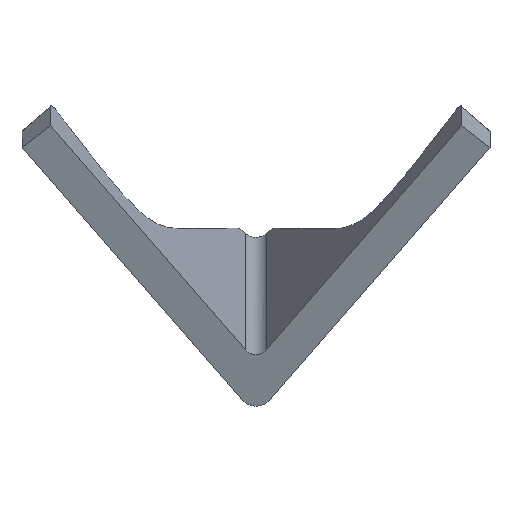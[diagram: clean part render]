
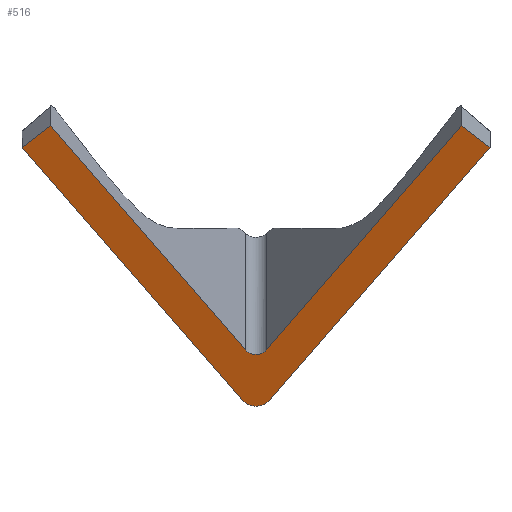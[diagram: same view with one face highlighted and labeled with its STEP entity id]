
A CAD part, front view. The second image highlights one B-rep face of the part: STEP entity #516.
In plain terms, the highlighted planar face has unit normal (0, -0.94, -0.342).
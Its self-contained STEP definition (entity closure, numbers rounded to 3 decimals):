
#16=CIRCLE('',#548,3.);
#20=CIRCLE('',#555,4.);
#26=LINE('',#830,#62);
#32=LINE('',#904,#68);
#35=LINE('',#1128,#71);
#44=LINE('',#1266,#80);
#49=LINE('',#1542,#85);
#50=LINE('',#1543,#86);
#62=VECTOR('',#571,10.);
#68=VECTOR('',#579,10.);
#71=VECTOR('',#584,10.);
#80=VECTOR('',#599,10.);
#85=VECTOR('',#622,10.);
#86=VECTOR('',#623,10.);
#101=PLANE('',#558);
#124=FACE_OUTER_BOUND('',#153,.T.);
#153=EDGE_LOOP('',(#420,#421,#422,#423,#424,#425,#426,#427));
#208=VERTEX_POINT('',#827);
#209=VERTEX_POINT('',#829);
#217=VERTEX_POINT('',#902);
#224=VERTEX_POINT('',#1125);
#225=VERTEX_POINT('',#1127);
#234=VERTEX_POINT('',#1206);
#235=VERTEX_POINT('',#1208);
#241=VERTEX_POINT('',#1265);
#260=EDGE_CURVE('',#209,#208,#26,.T.);
#270=EDGE_CURVE('',#217,#208,#32,.T.);
#279=EDGE_CURVE('',#225,#224,#35,.T.);
#289=EDGE_CURVE('',#234,#235,#16,.T.);
#297=EDGE_CURVE('',#235,#241,#44,.T.);
#308=EDGE_CURVE('',#225,#217,#20,.T.);
#318=EDGE_CURVE('',#241,#224,#49,.T.);
#319=EDGE_CURVE('',#234,#209,#50,.T.);
#420=ORIENTED_EDGE('',*,*,#308,.F.);
#421=ORIENTED_EDGE('',*,*,#279,.T.);
#422=ORIENTED_EDGE('',*,*,#318,.F.);
#423=ORIENTED_EDGE('',*,*,#297,.F.);
#424=ORIENTED_EDGE('',*,*,#289,.F.);
#425=ORIENTED_EDGE('',*,*,#319,.T.);
#426=ORIENTED_EDGE('',*,*,#260,.T.);
#427=ORIENTED_EDGE('',*,*,#270,.F.);
#516=ADVANCED_FACE('',(#124),#101,.F.);
#548=AXIS2_PLACEMENT_3D('',#1209,#592,#593);
#555=AXIS2_PLACEMENT_3D('',#1333,#611,#612);
#558=AXIS2_PLACEMENT_3D('',#1541,#620,#621);
#571=DIRECTION('',(-0.774,0.217,-0.595));
#579=DIRECTION('',(-0.633,-0.265,0.727));
#584=DIRECTION('',(0.633,-0.265,0.727));
#592=DIRECTION('center_axis',(0.,-0.94,-0.342));
#593=DIRECTION('ref_axis',(0.,0.342,-0.94));
#599=DIRECTION('',(0.633,-0.265,0.727));
#611=DIRECTION('center_axis',(0.,0.94,0.342));
#612=DIRECTION('ref_axis',(0.,0.342,-0.94));
#620=DIRECTION('center_axis',(0.,0.94,0.342));
#621=DIRECTION('ref_axis',(1.,0.,0.));
#622=DIRECTION('',(0.774,0.217,-0.595));
#623=DIRECTION('',(-0.633,-0.265,0.727));
#827=CARTESIAN_POINT('',(-49.067,-74.738,15.294));
#829=CARTESIAN_POINT('',(-42.875,-76.471,20.055));
#830=CARTESIAN_POINT('',(-42.875,-76.471,20.055));
#902=CARTESIAN_POINT('',(-0.971,-54.633,-39.944));
#904=CARTESIAN_POINT('',(2.125,-53.339,-43.5));
#1125=CARTESIAN_POINT('',(53.317,-74.738,15.294));
#1127=CARTESIAN_POINT('',(5.221,-54.633,-39.944));
#1128=CARTESIAN_POINT('',(2.125,-53.339,-43.5));
#1206=CARTESIAN_POINT('',(-0.197,-58.63,-28.962));
#1208=CARTESIAN_POINT('',(4.447,-58.63,-28.962));
#1209=CARTESIAN_POINT('Origin',(2.125,-59.28,-27.176));
#1265=CARTESIAN_POINT('',(47.125,-76.471,20.055));
#1266=CARTESIAN_POINT('',(2.125,-57.66,-31.628));
#1333=CARTESIAN_POINT('Origin',(2.125,-55.499,-37.564));
#1541=CARTESIAN_POINT('Origin',(2.125,-64.905,-11.722));
#1542=CARTESIAN_POINT('',(47.125,-76.471,20.055));
#1543=CARTESIAN_POINT('',(2.125,-57.66,-31.628));
